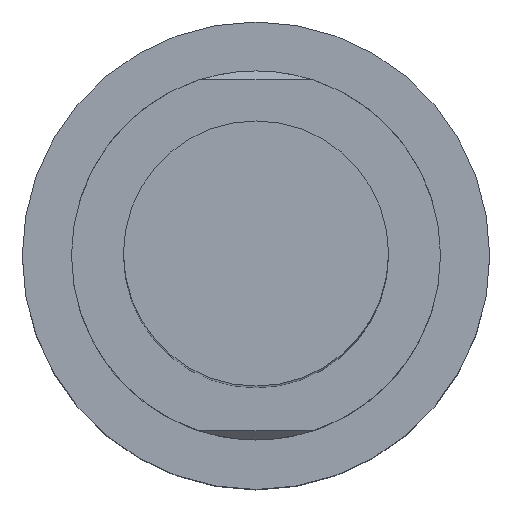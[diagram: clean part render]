
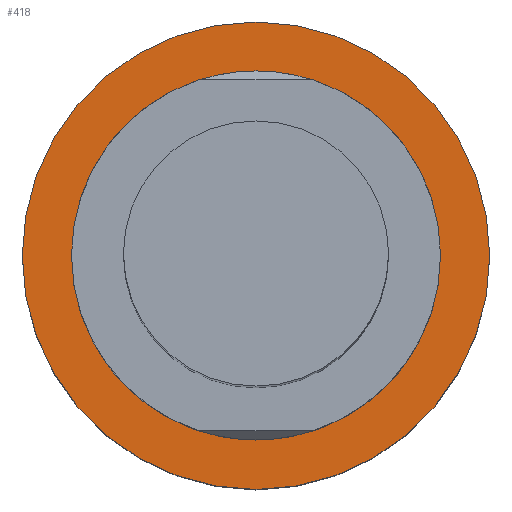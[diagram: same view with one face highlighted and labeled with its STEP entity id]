
A CAD part, top view. The second image highlights one B-rep face of the part: STEP entity #418.
In plain terms, the highlighted planar face has unit normal (0, 0, 1).
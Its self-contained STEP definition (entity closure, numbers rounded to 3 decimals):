
#35 = AXIS2_PLACEMENT_3D ( 'NONE', #321, #761, #135 ) ;
#50 = DIRECTION ( 'NONE',  ( -1., 0., 0. ) ) ;
#53 = CIRCLE ( 'NONE', #435, 11. ) ;
#69 = ORIENTED_EDGE ( 'NONE', *, *, #720, .T. ) ;
#76 = VERTEX_POINT ( 'NONE', #246 ) ;
#99 = EDGE_LOOP ( 'NONE', ( #472, #428 ) ) ;
#100 = CARTESIAN_POINT ( 'NONE',  ( 0., 0., -76.6 ) ) ;
#107 = EDGE_CURVE ( 'NONE', #76, #637, #53, .T. ) ;
#112 = PLANE ( 'NONE',  #393 ) ;
#126 = VERTEX_POINT ( 'NONE', #202 ) ;
#134 = CARTESIAN_POINT ( 'NONE',  ( -14., 0., -76.6 ) ) ;
#135 = DIRECTION ( 'NONE',  ( 1., 0., 0. ) ) ;
#161 = FACE_BOUND ( 'NONE', #99, .T. ) ;
#167 = DIRECTION ( 'NONE',  ( 0., 0., -1. ) ) ;
#202 = CARTESIAN_POINT ( 'NONE',  ( 14., 0., -76.6 ) ) ;
#229 = CARTESIAN_POINT ( 'NONE',  ( 0., 11., -76.6 ) ) ;
#246 = CARTESIAN_POINT ( 'NONE',  ( 11., 0., -76.6 ) ) ;
#254 = CIRCLE ( 'NONE', #584, 11. ) ;
#262 = DIRECTION ( 'NONE',  ( 0., 0., 1. ) ) ;
#299 = FACE_OUTER_BOUND ( 'NONE', #469, .T. ) ;
#300 = CARTESIAN_POINT ( 'NONE',  ( -11., 0., -76.6 ) ) ;
#314 = CARTESIAN_POINT ( 'NONE',  ( 0., 0., -76.6 ) ) ;
#321 = CARTESIAN_POINT ( 'NONE',  ( 0., 0., -76.6 ) ) ;
#343 = CIRCLE ( 'NONE', #35, 14. ) ;
#351 = EDGE_CURVE ( 'NONE', #637, #76, #254, .T. ) ;
#388 = DIRECTION ( 'NONE',  ( 0., 0., 1. ) ) ;
#391 = DIRECTION ( 'NONE',  ( 1., 0., 0. ) ) ;
#393 = AXIS2_PLACEMENT_3D ( 'NONE', #229, #167, #50 ) ;
#418 = ADVANCED_FACE ( 'NONE', ( #161, #299 ), #112, .F. ) ;
#421 = CIRCLE ( 'NONE', #636, 14. ) ;
#428 = ORIENTED_EDGE ( 'NONE', *, *, #351, .F. ) ;
#435 = AXIS2_PLACEMENT_3D ( 'NONE', #314, #388, #391 ) ;
#455 = DIRECTION ( 'NONE',  ( 1., 0., 0. ) ) ;
#469 = EDGE_LOOP ( 'NONE', ( #69, #635 ) ) ;
#472 = ORIENTED_EDGE ( 'NONE', *, *, #107, .F. ) ;
#545 = DIRECTION ( 'NONE',  ( 0., 0., 1. ) ) ;
#584 = AXIS2_PLACEMENT_3D ( 'NONE', #100, #545, #665 ) ;
#635 = ORIENTED_EDGE ( 'NONE', *, *, #748, .T. ) ;
#636 = AXIS2_PLACEMENT_3D ( 'NONE', #651, #262, #455 ) ;
#637 = VERTEX_POINT ( 'NONE', #300 ) ;
#651 = CARTESIAN_POINT ( 'NONE',  ( 0., 0., -76.6 ) ) ;
#657 = VERTEX_POINT ( 'NONE', #134 ) ;
#665 = DIRECTION ( 'NONE',  ( 1., 0., 0. ) ) ;
#720 = EDGE_CURVE ( 'NONE', #126, #657, #421, .T. ) ;
#748 = EDGE_CURVE ( 'NONE', #657, #126, #343, .T. ) ;
#761 = DIRECTION ( 'NONE',  ( 0., 0., 1. ) ) ;
